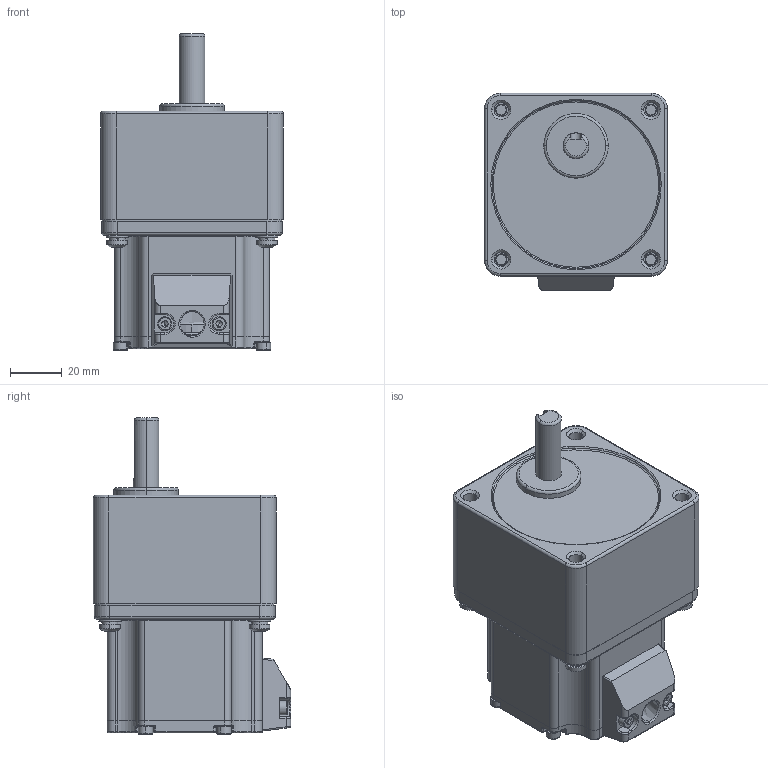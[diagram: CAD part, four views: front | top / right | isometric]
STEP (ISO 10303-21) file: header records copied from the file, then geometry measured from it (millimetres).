
FILE_DESCRIPTION (( 'STEP AP203' ), '1' );
FILE_NAME ('70拸芃淕儂.STEP', '2021-07-28T08:19:48', ( 'china' ), ( 'china' ), 'SwSTEP 2.0', 'SolidWorks 2019', '' );
FILE_SCHEMA (( 'CONFIG_CONTROL_DESIGN' ));
Length unit declared in the file: millimetre
Products named in the file (12): 70-25w_asm; 70拸芃嫖萇儂; 3gn1; 70拸芃淕儂; 70傻遴儂褲; 60綴裔; TANDIAN; 堤盄殤; LUDING; hexagon socket head cap screws gb_GB_FASTENER_SCREWS_HSHCS M3X10-N; PENGDIAN; hexagon socket head cap screws gb_GB_FASTENER_SCREWS_HSHCS M3X8-N
Assembly tree (24 placements, depth 3):
  70拸芃淕儂
    70-25w_asm
      TANDIAN  x4
      LUDING  x4
      PENGDIAN  x4
    3gn1
    70拸芃嫖萇儂
      70傻遴儂褲
      60綴裔
      堤盄殤
      hexagon socket head cap screws gb_GB_FASTENER_SCREWS_HSHCS M3X10-N  x2
      hexagon socket head cap screws gb_GB_FASTENER_SCREWS_HSHCS M3X8-N  x4
Bounding box: 70.8 x 76.4 x 122.5 mm (x, y, z)
Volume: 272797.9 mm3; surface area: 72510.7 mm2
Topology: 24 solids, 24 shells, 877 faces, 2071 edges, 1251 vertices
Faces by surface type: cylinder 303, plane 283, cone 160, bspline 68, torus 59, sphere 4
Entity records: 22179 total; most frequent: CARTESIAN_POINT 7316, DIRECTION 2843, ORIENTED_EDGE 2726, EDGE_CURVE 1363, AXIS2_PLACEMENT_3D 1125, VERTEX_POINT 839, EDGE_LOOP 650, LINE 593
